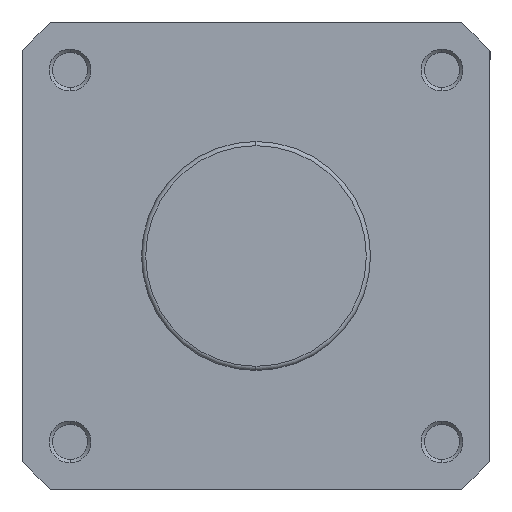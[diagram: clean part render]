
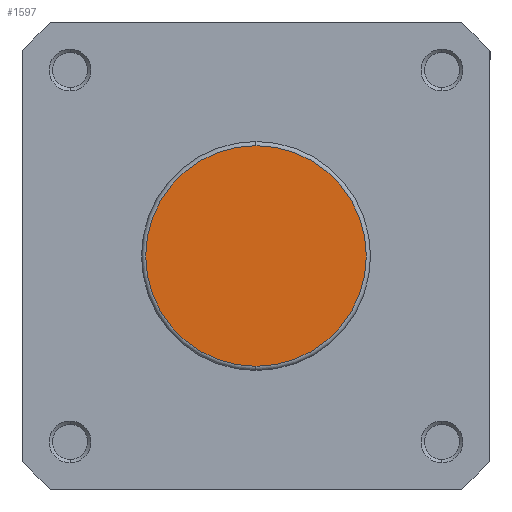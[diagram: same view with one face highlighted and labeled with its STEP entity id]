
A CAD part, left-side view. The second image highlights one B-rep face of the part: STEP entity #1597.
In plain terms, the highlighted planar face has unit normal (-1, 0, 0).
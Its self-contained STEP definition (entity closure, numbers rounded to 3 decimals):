
#109 = CARTESIAN_POINT ( 'NONE',  ( 0., 0., 0. ) ) ;
#111 = DIRECTION ( 'NONE',  ( -1., 0., 0. ) ) ;
#112 = DIRECTION ( 'NONE',  ( 0., 0., -1. ) ) ;
#449 = DIRECTION ( 'NONE',  ( 0., 0., -1. ) ) ;
#459 = DIRECTION ( 'NONE',  ( 1., 0., 0. ) ) ;
#738 = CARTESIAN_POINT ( 'NONE',  ( 0., 27.4, 0. ) ) ;
#756 = CARTESIAN_POINT ( 'NONE',  ( 0., 0., 26.4 ) ) ;
#767 = PLANE ( 'NONE',  #2271 ) ;
#1172 = CARTESIAN_POINT ( 'NONE',  ( 0., 0., -26.4 ) ) ;
#1236 = VERTEX_POINT ( 'NONE', #1172 ) ;
#1237 = VERTEX_POINT ( 'NONE', #756 ) ;
#1597 = ADVANCED_FACE ( 'NONE', ( #5995 ), #767, .F. ) ;
#1829 = EDGE_CURVE ( 'NONE', #1237, #1236, #2962, .T. ) ;
#2170 = EDGE_CURVE ( 'NONE', #1236, #1237, #3490, .T. ) ;
#2271 = AXIS2_PLACEMENT_3D ( 'NONE', #738, #459, #449 ) ;
#2472 = AXIS2_PLACEMENT_3D ( 'NONE', #5093, #5094, #5095 ) ;
#2586 = AXIS2_PLACEMENT_3D ( 'NONE', #109, #111, #112 ) ;
#2962 = CIRCLE ( 'NONE', #2472, 26.4 ) ;
#3490 = CIRCLE ( 'NONE', #2586, 26.4 ) ;
#3665 = EDGE_LOOP ( 'NONE', ( #4407, #4406 ) ) ;
#4406 = ORIENTED_EDGE ( 'NONE', *, *, #1829, .T. ) ;
#4407 = ORIENTED_EDGE ( 'NONE', *, *, #2170, .T. ) ;
#5093 = CARTESIAN_POINT ( 'NONE',  ( 0., 0., 0. ) ) ;
#5094 = DIRECTION ( 'NONE',  ( -1., 0., 0. ) ) ;
#5095 = DIRECTION ( 'NONE',  ( 0., 0., -1. ) ) ;
#5995 = FACE_OUTER_BOUND ( 'NONE', #3665, .T. ) ;
